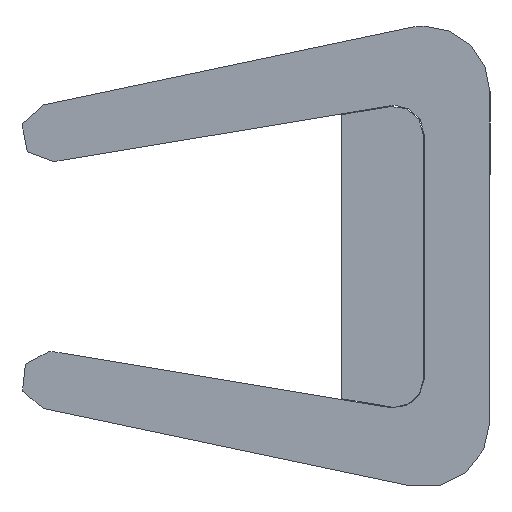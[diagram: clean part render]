
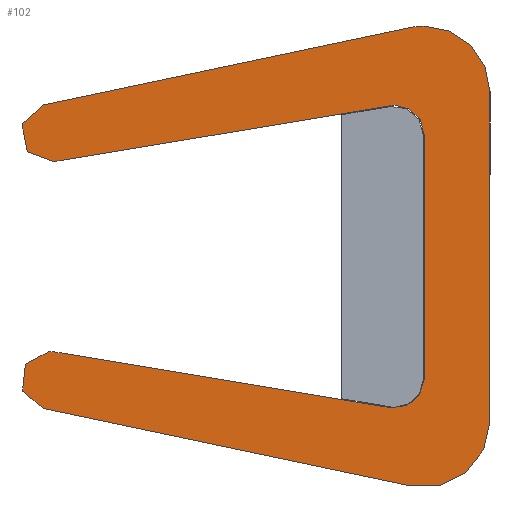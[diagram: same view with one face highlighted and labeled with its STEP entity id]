
A CAD part, left-side view. The second image highlights one B-rep face of the part: STEP entity #102.
In plain terms, the highlighted planar face has unit normal (-1, 0, 0).
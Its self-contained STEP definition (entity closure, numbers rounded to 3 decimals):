
#2 = CARTESIAN_POINT ( 'NONE',  ( 0., 5.35, -1.5 ) ) ;
#9 = LINE ( 'NONE', #790, #707 ) ;
#12 = VECTOR ( 'NONE', #871, 1000. ) ;
#16 = PLANE ( 'NONE',  #148 ) ;
#22 = LINE ( 'NONE', #536, #566 ) ;
#24 = EDGE_CURVE ( 'NONE', #259, #626, #161, .T. ) ;
#26 = EDGE_CURVE ( 'NONE', #862, #649, #52, .T. ) ;
#29 = VERTEX_POINT ( 'NONE', #447 ) ;
#40 = DIRECTION ( 'NONE',  ( 0., 0., 1. ) ) ;
#44 = EDGE_CURVE ( 'NONE', #542, #134, #407, .T. ) ;
#47 = CARTESIAN_POINT ( 'NONE',  ( 0., 0.8, 2. ) ) ;
#50 = ORIENTED_EDGE ( 'NONE', *, *, #506, .F. ) ;
#52 = CIRCLE ( 'NONE', #60, 0.8 ) ;
#54 = DIRECTION ( 'NONE',  ( 0., 0., -1. ) ) ;
#60 = AXIS2_PLACEMENT_3D ( 'NONE', #118, #682, #62 ) ;
#62 = DIRECTION ( 'NONE',  ( 0., 0., -1. ) ) ;
#83 = ORIENTED_EDGE ( 'NONE', *, *, #352, .F. ) ;
#84 = EDGE_CURVE ( 'NONE', #265, #648, #650, .T. ) ;
#86 = CARTESIAN_POINT ( 'NONE',  ( 0., 5.422, -1.842 ) ) ;
#96 = VERTEX_POINT ( 'NONE', #837 ) ;
#102 = ADVANCED_FACE ( 'NONE', ( #694 ), #16, .F. ) ;
#118 = CARTESIAN_POINT ( 'NONE',  ( 0., 0.8, 2. ) ) ;
#123 = AXIS2_PLACEMENT_3D ( 'NONE', #275, #753, #797 ) ;
#134 = VERTEX_POINT ( 'NONE', #421 ) ;
#146 = DIRECTION ( 'NONE',  ( 0., 0., -1. ) ) ;
#148 = AXIS2_PLACEMENT_3D ( 'NONE', #745, #833, #54 ) ;
#157 = DIRECTION ( 'NONE',  ( 0., 0.978, 0.206 ) ) ;
#161 = LINE ( 'NONE', #167, #12 ) ;
#166 = ORIENTED_EDGE ( 'NONE', *, *, #453, .F. ) ;
#167 = CARTESIAN_POINT ( 'NONE',  ( 0., 5.293, -1.155 ) ) ;
#183 = EDGE_CURVE ( 'NONE', #134, #830, #310, .T. ) ;
#204 = VERTEX_POINT ( 'NONE', #466 ) ;
#212 = ORIENTED_EDGE ( 'NONE', *, *, #377, .F. ) ;
#228 = DIRECTION ( 'NONE',  ( 1., 0., 0. ) ) ;
#233 = ORIENTED_EDGE ( 'NONE', *, *, #183, .F. ) ;
#238 = CARTESIAN_POINT ( 'NONE',  ( 0., 0.965, -2.783 ) ) ;
#249 = CIRCLE ( 'NONE', #410, 0.8 ) ;
#259 = VERTEX_POINT ( 'NONE', #511 ) ;
#260 = ORIENTED_EDGE ( 'NONE', *, *, #854, .F. ) ;
#262 = CARTESIAN_POINT ( 'NONE',  ( 0., 1.15, 1.837 ) ) ;
#263 = DIRECTION ( 'NONE',  ( 1., 0., 0. ) ) ;
#265 = VERTEX_POINT ( 'NONE', #86 ) ;
#275 = CARTESIAN_POINT ( 'NONE',  ( 0., 5.35, -1.5 ) ) ;
#282 = EDGE_CURVE ( 'NONE', #648, #259, #379, .T. ) ;
#306 = ORIENTED_EDGE ( 'NONE', *, *, #84, .F. ) ;
#308 = EDGE_CURVE ( 'NONE', #830, #204, #722, .T. ) ;
#310 = CIRCLE ( 'NONE', #426, 0.35 ) ;
#313 = CARTESIAN_POINT ( 'NONE',  ( 0., 0.8, -2. ) ) ;
#323 = LINE ( 'NONE', #238, #585 ) ;
#341 = DIRECTION ( 'NONE',  ( 0., 0., -1. ) ) ;
#342 = AXIS2_PLACEMENT_3D ( 'NONE', #461, #822, #40 ) ;
#343 = CARTESIAN_POINT ( 'NONE',  ( 0., 5.422, 1.842 ) ) ;
#351 = CARTESIAN_POINT ( 'NONE',  ( 0., 1.15, 1.487 ) ) ;
#352 = EDGE_CURVE ( 'NONE', #29, #412, #522, .T. ) ;
#359 = CARTESIAN_POINT ( 'NONE',  ( 0., 0.8, -1.487 ) ) ;
#360 = CARTESIAN_POINT ( 'NONE',  ( 0., 0., 2. ) ) ;
#369 = ORIENTED_EDGE ( 'NONE', *, *, #26, .F. ) ;
#375 = CARTESIAN_POINT ( 'NONE',  ( 0., 0.965, 2.783 ) ) ;
#377 = EDGE_CURVE ( 'NONE', #412, #467, #22, .T. ) ;
#379 = CIRCLE ( 'NONE', #610, 0.35 ) ;
#390 = ORIENTED_EDGE ( 'NONE', *, *, #556, .F. ) ;
#397 = DIRECTION ( 'NONE',  ( 0., 0., -1. ) ) ;
#405 = CARTESIAN_POINT ( 'NONE',  ( 0., 0.8, -1.487 ) ) ;
#407 = LINE ( 'NONE', #359, #590 ) ;
#410 = AXIS2_PLACEMENT_3D ( 'NONE', #47, #829, #741 ) ;
#412 = VERTEX_POINT ( 'NONE', #343 ) ;
#421 = CARTESIAN_POINT ( 'NONE',  ( 0., 0.8, 1.487 ) ) ;
#422 = DIRECTION ( 'NONE',  ( 0., 0., -1. ) ) ;
#426 = AXIS2_PLACEMENT_3D ( 'NONE', #351, #444, #538 ) ;
#433 = VERTEX_POINT ( 'NONE', #692 ) ;
#438 = DIRECTION ( 'NONE',  ( 0., -0.978, 0.206 ) ) ;
#444 = DIRECTION ( 'NONE',  ( -1., 0., 0. ) ) ;
#447 = CARTESIAN_POINT ( 'NONE',  ( 0., 5.293, 1.155 ) ) ;
#449 = ORIENTED_EDGE ( 'NONE', *, *, #847, .F. ) ;
#453 = EDGE_CURVE ( 'NONE', #467, #862, #249, .T. ) ;
#456 = CARTESIAN_POINT ( 'NONE',  ( 0., 5.35, -1.15 ) ) ;
#461 = CARTESIAN_POINT ( 'NONE',  ( 0., 1.15, 1.487 ) ) ;
#463 = ORIENTED_EDGE ( 'NONE', *, *, #44, .F. ) ;
#466 = CARTESIAN_POINT ( 'NONE',  ( 0., 1.207, 1.832 ) ) ;
#467 = VERTEX_POINT ( 'NONE', #375 ) ;
#487 = DIRECTION ( 'NONE',  ( -1., 0., 0. ) ) ;
#506 = EDGE_CURVE ( 'NONE', #204, #29, #9, .T. ) ;
#507 = EDGE_CURVE ( 'NONE', #649, #433, #606, .T. ) ;
#511 = CARTESIAN_POINT ( 'NONE',  ( 0., 5.293, -1.155 ) ) ;
#521 = CARTESIAN_POINT ( 'NONE',  ( 0., 0., -2. ) ) ;
#522 = CIRCLE ( 'NONE', #731, 0.35 ) ;
#524 = CIRCLE ( 'NONE', #737, 0.35 ) ;
#532 = ORIENTED_EDGE ( 'NONE', *, *, #282, .F. ) ;
#536 = CARTESIAN_POINT ( 'NONE',  ( 0., 0.965, 2.783 ) ) ;
#537 = ORIENTED_EDGE ( 'NONE', *, *, #507, .F. ) ;
#538 = DIRECTION ( 'NONE',  ( 0., 0., 1. ) ) ;
#542 = VERTEX_POINT ( 'NONE', #405 ) ;
#556 = EDGE_CURVE ( 'NONE', #433, #96, #591, .T. ) ;
#566 = VECTOR ( 'NONE', #438, 1000. ) ;
#579 = CARTESIAN_POINT ( 'NONE',  ( 0., 1.15, -1.487 ) ) ;
#585 = VECTOR ( 'NONE', #157, 1000. ) ;
#590 = VECTOR ( 'NONE', #771, 1000. ) ;
#591 = CIRCLE ( 'NONE', #678, 0.8 ) ;
#606 = LINE ( 'NONE', #521, #848 ) ;
#607 = ORIENTED_EDGE ( 'NONE', *, *, #308, .F. ) ;
#610 = AXIS2_PLACEMENT_3D ( 'NONE', #2, #263, #341 ) ;
#626 = VERTEX_POINT ( 'NONE', #750 ) ;
#648 = VERTEX_POINT ( 'NONE', #456 ) ;
#649 = VERTEX_POINT ( 'NONE', #360 ) ;
#650 = CIRCLE ( 'NONE', #123, 0.35 ) ;
#655 = ORIENTED_EDGE ( 'NONE', *, *, #24, .F. ) ;
#678 = AXIS2_PLACEMENT_3D ( 'NONE', #313, #228, #146 ) ;
#682 = DIRECTION ( 'NONE',  ( 1., 0., 0. ) ) ;
#692 = CARTESIAN_POINT ( 'NONE',  ( 0., 0., -2. ) ) ;
#694 = FACE_OUTER_BOUND ( 'NONE', #815, .T. ) ;
#698 = DIRECTION ( 'NONE',  ( 0., 0.987, -0.164 ) ) ;
#707 = VECTOR ( 'NONE', #698, 1000. ) ;
#722 = CIRCLE ( 'NONE', #342, 0.35 ) ;
#731 = AXIS2_PLACEMENT_3D ( 'NONE', #843, #823, #735 ) ;
#735 = DIRECTION ( 'NONE',  ( 0., 0., -1. ) ) ;
#737 = AXIS2_PLACEMENT_3D ( 'NONE', #579, #487, #397 ) ;
#739 = CARTESIAN_POINT ( 'NONE',  ( 0., 0.8, 2.8 ) ) ;
#741 = DIRECTION ( 'NONE',  ( 0., 0., -1. ) ) ;
#745 = CARTESIAN_POINT ( 'NONE',  ( 0., 0.8, -2. ) ) ;
#750 = CARTESIAN_POINT ( 'NONE',  ( 0., 1.207, -1.832 ) ) ;
#753 = DIRECTION ( 'NONE',  ( 1., 0., 0. ) ) ;
#771 = DIRECTION ( 'NONE',  ( 0., 0., 1. ) ) ;
#790 = CARTESIAN_POINT ( 'NONE',  ( 0., 5.293, 1.155 ) ) ;
#797 = DIRECTION ( 'NONE',  ( 0., 0., -1. ) ) ;
#815 = EDGE_LOOP ( 'NONE', ( #390, #537, #369, #166, #212, #83, #50, #607, #233, #463, #260, #655, #532, #306, #449 ) ) ;
#822 = DIRECTION ( 'NONE',  ( -1., 0., 0. ) ) ;
#823 = DIRECTION ( 'NONE',  ( 1., 0., 0. ) ) ;
#829 = DIRECTION ( 'NONE',  ( 1., 0., 0. ) ) ;
#830 = VERTEX_POINT ( 'NONE', #262 ) ;
#833 = DIRECTION ( 'NONE',  ( 1., 0., 0. ) ) ;
#837 = CARTESIAN_POINT ( 'NONE',  ( 0., 0.965, -2.783 ) ) ;
#843 = CARTESIAN_POINT ( 'NONE',  ( 0., 5.35, 1.5 ) ) ;
#847 = EDGE_CURVE ( 'NONE', #96, #265, #323, .T. ) ;
#848 = VECTOR ( 'NONE', #422, 1000. ) ;
#854 = EDGE_CURVE ( 'NONE', #626, #542, #524, .T. ) ;
#862 = VERTEX_POINT ( 'NONE', #739 ) ;
#871 = DIRECTION ( 'NONE',  ( 0., -0.987, -0.164 ) ) ;
